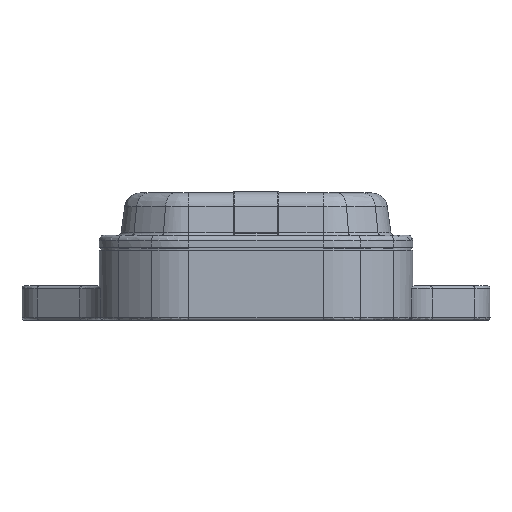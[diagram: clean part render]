
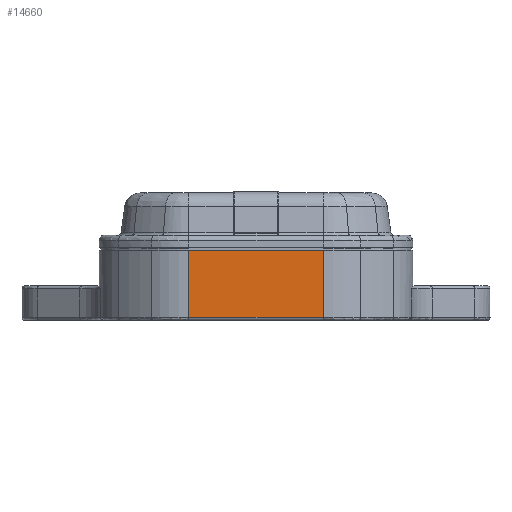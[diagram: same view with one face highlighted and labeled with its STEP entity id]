
A CAD part, front view. The second image highlights one B-rep face of the part: STEP entity #14660.
In plain terms, the highlighted planar face has unit normal (0, -1, 0).
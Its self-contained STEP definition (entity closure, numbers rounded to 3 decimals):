
#288 = CARTESIAN_POINT ( 'NONE',  ( 0., -30., -5.5 ) ) ;
#689 = AXIS2_PLACEMENT_3D ( 'NONE', #44877, #21977, #3172 ) ;
#2201 = LINE ( 'NONE', #39925, #50531 ) ;
#2711 = EDGE_CURVE ( 'NONE', #25410, #43471, #41993, .T. ) ;
#3172 = DIRECTION ( 'NONE',  ( 1., 0., 0. ) ) ;
#3698 = LINE ( 'NONE', #7993, #17428 ) ;
#7993 = CARTESIAN_POINT ( 'NONE',  ( 11.758, -30., 4.4 ) ) ;
#8153 = CARTESIAN_POINT ( 'NONE',  ( -11.758, -30., -5.5 ) ) ;
#8366 = ORIENTED_EDGE ( 'NONE', *, *, #2711, .F. ) ;
#10658 = CARTESIAN_POINT ( 'NONE',  ( -14.908, -30., 6.3 ) ) ;
#12239 = VERTEX_POINT ( 'NONE', #55246 ) ;
#13785 = VECTOR ( 'NONE', #28879, 1000. ) ;
#14660 = ADVANCED_FACE ( 'NONE', ( #26572 ), #58852, .F. ) ;
#15849 = DIRECTION ( 'NONE',  ( 0., 0., 1. ) ) ;
#17428 = VECTOR ( 'NONE', #59100, 1000. ) ;
#18231 = EDGE_CURVE ( 'NONE', #43471, #12239, #2201, .T. ) ;
#20365 = EDGE_CURVE ( 'NONE', #56749, #25410, #3698, .T. ) ;
#21977 = DIRECTION ( 'NONE',  ( 0., 1., 0. ) ) ;
#22160 = CARTESIAN_POINT ( 'NONE',  ( 11.758, -30., -5.5 ) ) ;
#24272 = CARTESIAN_POINT ( 'NONE',  ( 11.758, -30., 6.3 ) ) ;
#25238 = EDGE_CURVE ( 'NONE', #12239, #56749, #52350, .T. ) ;
#25392 = EDGE_LOOP ( 'NONE', ( #8366, #36534, #46493, #58127 ) ) ;
#25410 = VERTEX_POINT ( 'NONE', #22160 ) ;
#26572 = FACE_OUTER_BOUND ( 'NONE', #25392, .T. ) ;
#28879 = DIRECTION ( 'NONE',  ( 1., 0., 0. ) ) ;
#36534 = ORIENTED_EDGE ( 'NONE', *, *, #20365, .F. ) ;
#37374 = DIRECTION ( 'NONE',  ( -1., 0., 0. ) ) ;
#39925 = CARTESIAN_POINT ( 'NONE',  ( -11.758, -30., 0. ) ) ;
#41993 = LINE ( 'NONE', #288, #58995 ) ;
#43471 = VERTEX_POINT ( 'NONE', #8153 ) ;
#44877 = CARTESIAN_POINT ( 'NONE',  ( -14.908, -30., 0. ) ) ;
#46493 = ORIENTED_EDGE ( 'NONE', *, *, #25238, .F. ) ;
#50531 = VECTOR ( 'NONE', #15849, 1000. ) ;
#52350 = LINE ( 'NONE', #10658, #13785 ) ;
#55246 = CARTESIAN_POINT ( 'NONE',  ( -11.758, -30., 6.3 ) ) ;
#56749 = VERTEX_POINT ( 'NONE', #24272 ) ;
#58127 = ORIENTED_EDGE ( 'NONE', *, *, #18231, .F. ) ;
#58852 = PLANE ( 'NONE',  #689 ) ;
#58995 = VECTOR ( 'NONE', #37374, 1000. ) ;
#59100 = DIRECTION ( 'NONE',  ( 0., 0., -1. ) ) ;
